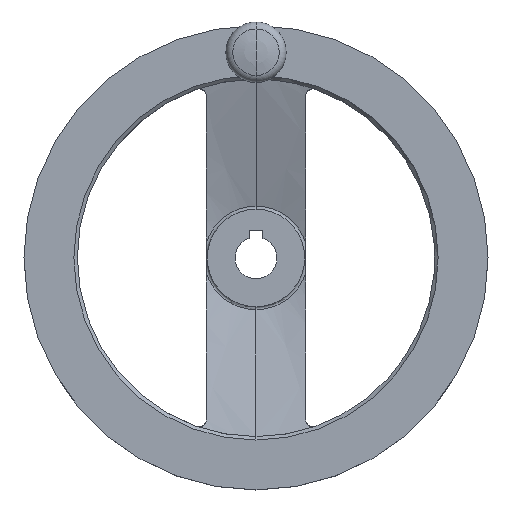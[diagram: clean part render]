
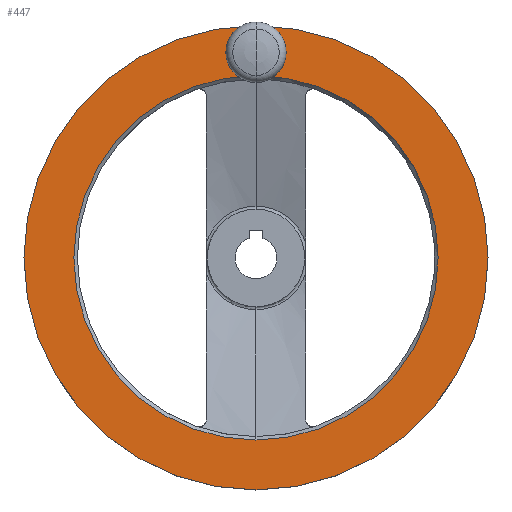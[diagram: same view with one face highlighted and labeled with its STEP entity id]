
A CAD part, top view. The second image highlights one B-rep face of the part: STEP entity #447.
In plain terms, the highlighted planar face has unit normal (0, 0, 1).
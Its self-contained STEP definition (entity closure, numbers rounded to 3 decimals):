
#371=EDGE_CURVE('',#661,#415,#923,.T.);
#379=EDGE_CURVE('',#787,#381,#932,.T.);
#381=VERTEX_POINT('',#934);
#415=VERTEX_POINT('',#973);
#427=EDGE_CURVE('',#415,#661,#987,.T.);
#447=ADVANCED_FACE('',(#1009,#1010,#1011),#1012,.T.);
#487=VERTEX_POINT('',#1053);
#501=EDGE_CURVE('',#487,#567,#1071,.T.);
#567=VERTEX_POINT('',#1141);
#577=EDGE_CURVE('',#567,#487,#1153,.T.);
#661=VERTEX_POINT('',#1245);
#759=EDGE_CURVE('',#381,#787,#1352,.T.);
#787=VERTEX_POINT('',#1380);
#923=CIRCLE('',#1583,78.5);
#932=CIRCLE('',#1593,100.);
#934=CARTESIAN_POINT('',(0.,100.,45.0));
#973=CARTESIAN_POINT('',(0.,-78.5,45.0));
#987=CIRCLE('',#1661,78.5);
#1009=FACE_BOUND('',#1699,.T.);
#1010=FACE_BOUND('',#1700,.T.);
#1011=FACE_OUTER_BOUND('',#1701,.T.);
#1012=PLANE('',#1702);
#1053=CARTESIAN_POINT('',(0.,95.,45.0));
#1071=CIRCLE('',#1804,6.5);
#1141=CARTESIAN_POINT('',(0.,82.,45.));
#1153=CIRCLE('',#1974,6.5);
#1245=CARTESIAN_POINT('',(0.,78.5,45.0));
#1352=CIRCLE('',#2344,100.);
#1380=CARTESIAN_POINT('',(0.,-100.,45.0));
#1583=AXIS2_PLACEMENT_3D('',#2592,#2593,#2594);
#1593=AXIS2_PLACEMENT_3D('',#2603,#2604,#2605);
#1661=AXIS2_PLACEMENT_3D('',#2694,#2695,#2696);
#1699=EDGE_LOOP('',(#2719,#2720));
#1700=EDGE_LOOP('',(#2721,#2722));
#1701=EDGE_LOOP('',(#2723,#2724));
#1702=AXIS2_PLACEMENT_3D('',#2725,#2726,#2727);
#1804=AXIS2_PLACEMENT_3D('',#2803,#2804,#2805);
#1974=AXIS2_PLACEMENT_3D('',#2897,#2898,#2899);
#2344=AXIS2_PLACEMENT_3D('',#3118,#3119,#3120);
#2592=CARTESIAN_POINT('',(0.,0.,45.0));
#2593=DIRECTION('',(0.,0.,1.0));
#2594=DIRECTION('',(0.,1.0,0.));
#2603=CARTESIAN_POINT('',(0.,0.,45.0));
#2604=DIRECTION('',(0.,0.,1.0));
#2605=DIRECTION('',(0.,1.0,0.));
#2694=CARTESIAN_POINT('',(0.,0.,45.0));
#2695=DIRECTION('',(0.,0.,1.0));
#2696=DIRECTION('',(0.,1.0,0.));
#2719=ORIENTED_EDGE('',*,*,#577,.T.);
#2720=ORIENTED_EDGE('',*,*,#501,.T.);
#2721=ORIENTED_EDGE('',*,*,#371,.F.);
#2722=ORIENTED_EDGE('',*,*,#427,.F.);
#2723=ORIENTED_EDGE('',*,*,#759,.T.);
#2724=ORIENTED_EDGE('',*,*,#379,.T.);
#2725=CARTESIAN_POINT('',(0.,89.25,45.0));
#2726=DIRECTION('',(0.,0.,1.0));
#2727=DIRECTION('',(0.,1.0,0.0));
#2803=CARTESIAN_POINT('',(0.,88.5,45.0));
#2804=DIRECTION('',(0.,0.,-1.0));
#2805=DIRECTION('',(0.,-1.0,0.));
#2897=CARTESIAN_POINT('',(0.,88.5,45.0));
#2898=DIRECTION('',(0.,0.,-1.0));
#2899=DIRECTION('',(0.,-1.0,0.));
#3118=CARTESIAN_POINT('',(0.,0.,45.0));
#3119=DIRECTION('',(0.,0.,1.0));
#3120=DIRECTION('',(0.,1.0,0.));
